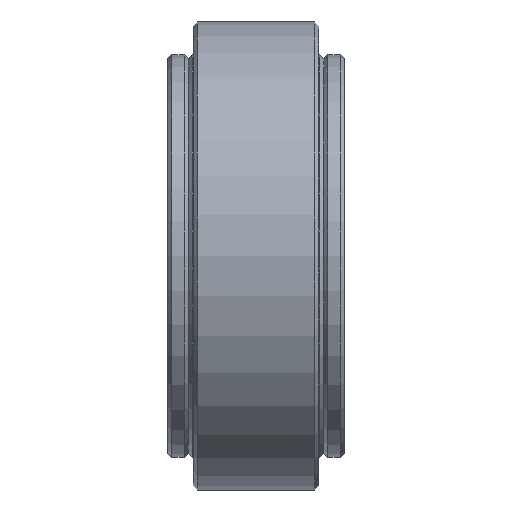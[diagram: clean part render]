
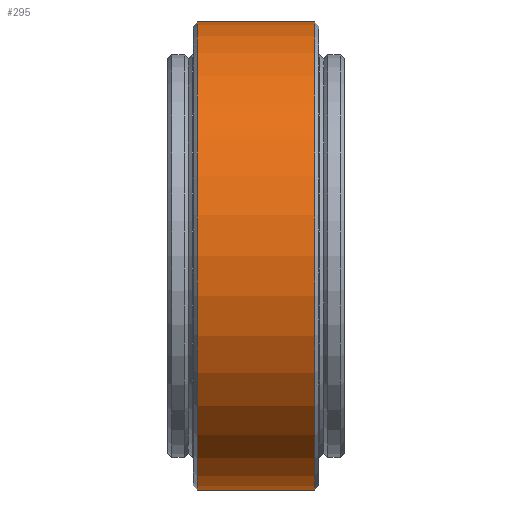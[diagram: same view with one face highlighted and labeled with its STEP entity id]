
A CAD part, top view. The second image highlights one B-rep face of the part: STEP entity #295.
In plain terms, the highlighted cylindrical face has radius 46.5 mm (diameter 93 mm), a full revolution.
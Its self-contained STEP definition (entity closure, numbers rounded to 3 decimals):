
#295 = ADVANCED_FACE( '', ( #575, #576 ), #577, .T. );
#575 = FACE_OUTER_BOUND( '', #935, .T. );
#576 = FACE_OUTER_BOUND( '', #936, .T. );
#577 = CYLINDRICAL_SURFACE( '', #937, 46.5 );
#935 = EDGE_LOOP( '', ( #1411 ) );
#936 = EDGE_LOOP( '', ( #1412 ) );
#937 = AXIS2_PLACEMENT_3D( '', #1413, #1414, #1415 );
#1411 = ORIENTED_EDGE( '', *, *, #1720, .T. );
#1412 = ORIENTED_EDGE( '', *, *, #1725, .T. );
#1413 = CARTESIAN_POINT( '', ( -60., 0., 0. ) );
#1414 = DIRECTION( '', ( 1., 0., 0. ) );
#1415 = DIRECTION( '', ( 0., 0., 1. ) );
#1720 = EDGE_CURVE( '', #2004, #2004, #2005, .T. );
#1725 = EDGE_CURVE( '', #2011, #2011, #2012, .F. );
#2004 = VERTEX_POINT( '', #2399 );
#2005 = CIRCLE( '', #2400, 46.5 );
#2011 = VERTEX_POINT( '', #2407 );
#2012 = CIRCLE( '', #2408, 46.5 );
#2399 = CARTESIAN_POINT( '', ( 25.2, 0., 46.5 ) );
#2400 = AXIS2_PLACEMENT_3D( '', #2658, #2659, #2660 );
#2407 = CARTESIAN_POINT( '', ( 1.8, 0., 46.5 ) );
#2408 = AXIS2_PLACEMENT_3D( '', #2665, #2666, #2667 );
#2658 = CARTESIAN_POINT( '', ( 25.2, 0., 0. ) );
#2659 = DIRECTION( '', ( -1., 0., 0. ) );
#2660 = DIRECTION( '', ( 0., 0., 1. ) );
#2665 = CARTESIAN_POINT( '', ( 1.8, 0., 0. ) );
#2666 = DIRECTION( '', ( -1., 0., 0. ) );
#2667 = DIRECTION( '', ( 0., 0., 1. ) );
